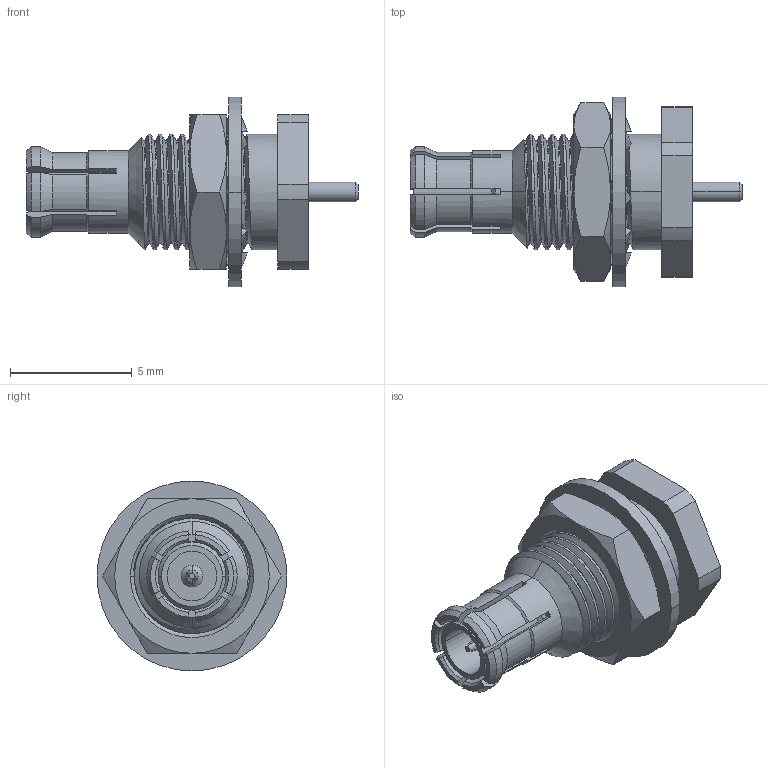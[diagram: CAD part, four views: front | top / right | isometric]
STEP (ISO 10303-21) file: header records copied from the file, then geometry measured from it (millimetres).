
FILE_DESCRIPTION((''),'2;1');
FILE_NAME('252173','2017-06-07T',('Lokesh'),(''),'PRO/ENGINEER BY PARAMETRIC TECHNOLOGY CORPORATION, 2014440','PRO/ENGINEER BY PARAMETRIC TECHNOLOGY CORPORATION, 2014440','');
FILE_SCHEMA(('CONFIG_CONTROL_DESIGN'));
Length unit declared in the file: millimetre
Products named in the file (1): 252173
Bounding box: 13.63 x 7.8 x 7.8 mm (x, y, z)
Surface area: 608 mm2 (no closed solid volume)
Topology: 0 solids, 6 shells, 218 faces, 599 edges, 393 vertices
Faces by surface type: cylinder 68, plane 57, cone 52, bspline 41
Entity records: 11485 total; most frequent: CARTESIAN_POINT 6247, ORIENTED_EDGE 1173, DIRECTION 938, EDGE_CURVE 599, VERTEX_POINT 393, AXIS2_PLACEMENT_3D 344, VECTOR 250, LINE 250
